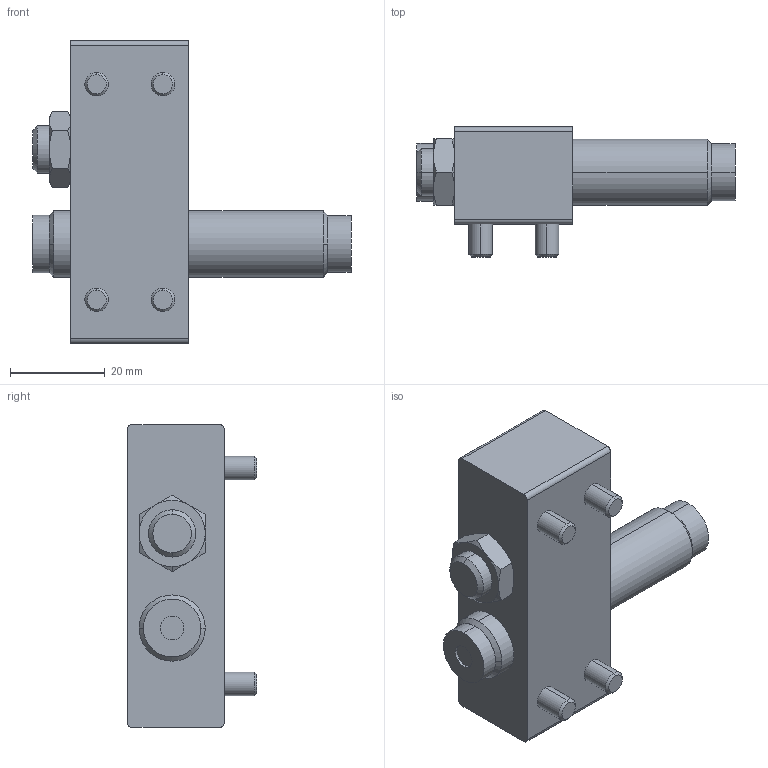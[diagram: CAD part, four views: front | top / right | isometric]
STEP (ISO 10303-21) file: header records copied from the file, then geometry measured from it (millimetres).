
FILE_DESCRIPTION (( 'STEP AP214' ), '1' );
FILE_NAME ('MYH-A32L2.STEP', '2018-06-18T07:42:38', ( 'SONIC' ), ( 'UNITCOM PC' ), 'SwSTEP 2.0', 'SolidWorks 2015', '' );
FILE_SCHEMA (( 'AUTOMOTIVE_DESIGN' ));
Length unit declared in the file: millimetre
Products named in the file (3): MYH-A32_RB1412; MYH-A32_UNIT2; MYH-A32L2
Assembly tree (2 placements, depth 2):
  MYH-A32L2
    MYH-A32_UNIT2
    MYH-A32_RB1412
Bounding box: 67.3 x 27.4 x 64 mm (x, y, z)
Volume: 41238.2 mm3; surface area: 11527.9 mm2
Topology: 2 solids, 2 shells, 127 faces, 284 edges, 178 vertices
Faces by surface type: plane 55, cone 40, cylinder 32
Entity records: 5099 total; most frequent: CARTESIAN_POINT 714, DIRECTION 634, ORIENTED_EDGE 568, EDGE_CURVE 284, AXIS2_PLACEMENT_3D 242, VERTEX_POINT 178, LINE 150, VECTOR 150
